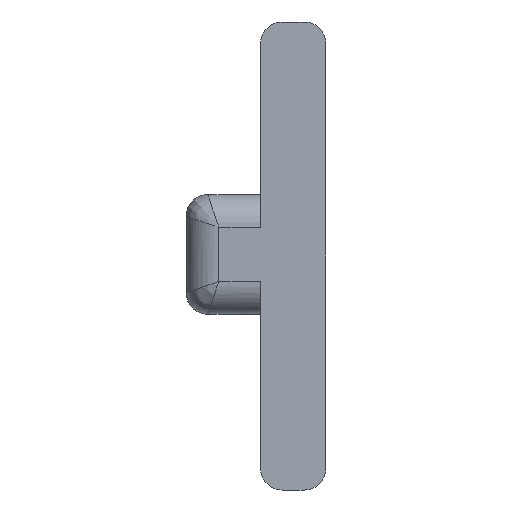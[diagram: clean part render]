
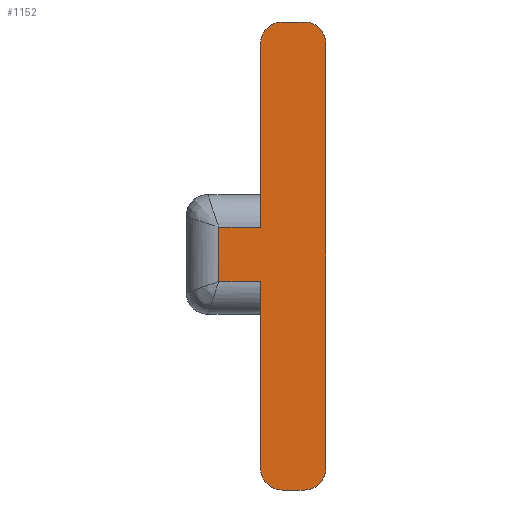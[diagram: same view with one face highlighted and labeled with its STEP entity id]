
A CAD part, front view. The second image highlights one B-rep face of the part: STEP entity #1152.
In plain terms, the highlighted planar face has unit normal (0, -1, 0).
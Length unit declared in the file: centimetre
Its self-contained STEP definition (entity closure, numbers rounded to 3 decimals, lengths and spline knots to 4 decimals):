
#84=CIRCLE('',#1280,0.2);
#85=CIRCLE('',#1282,0.2);
#86=CIRCLE('',#1283,0.2);
#87=CIRCLE('',#1284,0.2);
#104=PLANE('',#1281);
#160=FACE_OUTER_BOUND('',#242,.T.);
#242=EDGE_LOOP('',(#974,#975,#976,#977,#978,#979,#980,#981,#982,#983,#984,
#985));
#284=LINE('',#1755,#378);
#288=LINE('',#1767,#382);
#329=LINE('',#1903,#423);
#345=LINE('',#1978,#439);
#346=LINE('',#1983,#440);
#347=LINE('',#1986,#441);
#348=LINE('',#1988,#442);
#349=LINE('',#1989,#443);
#378=VECTOR('',#1352,1.);
#382=VECTOR('',#1360,1.);
#423=VECTOR('',#1503,1.);
#439=VECTOR('',#1601,1.);
#440=VECTOR('',#1606,1.);
#441=VECTOR('',#1609,1.);
#442=VECTOR('',#1610,1.);
#443=VECTOR('',#1611,1.);
#495=VERTEX_POINT('',#1752);
#496=VERTEX_POINT('',#1754);
#501=VERTEX_POINT('',#1764);
#502=VERTEX_POINT('',#1766);
#545=VERTEX_POINT('',#1900);
#546=VERTEX_POINT('',#1902);
#563=VERTEX_POINT('',#1973);
#564=VERTEX_POINT('',#1977);
#565=VERTEX_POINT('',#1980);
#566=VERTEX_POINT('',#1982);
#567=VERTEX_POINT('',#1985);
#568=VERTEX_POINT('',#1987);
#598=EDGE_CURVE('',#496,#495,#284,.T.);
#604=EDGE_CURVE('',#502,#501,#288,.T.);
#673=EDGE_CURVE('',#546,#545,#329,.T.);
#709=EDGE_CURVE('',#563,#495,#84,.T.);
#711=EDGE_CURVE('',#563,#564,#345,.F.);
#712=EDGE_CURVE('',#546,#564,#85,.T.);
#713=EDGE_CURVE('',#565,#545,#86,.T.);
#714=EDGE_CURVE('',#565,#566,#346,.F.);
#715=EDGE_CURVE('',#502,#566,#87,.T.);
#716=EDGE_CURVE('',#567,#501,#347,.T.);
#717=EDGE_CURVE('',#568,#567,#348,.T.);
#718=EDGE_CURVE('',#496,#568,#349,.T.);
#974=ORIENTED_EDGE('',*,*,#709,.F.);
#975=ORIENTED_EDGE('',*,*,#711,.T.);
#976=ORIENTED_EDGE('',*,*,#712,.F.);
#977=ORIENTED_EDGE('',*,*,#673,.T.);
#978=ORIENTED_EDGE('',*,*,#713,.F.);
#979=ORIENTED_EDGE('',*,*,#714,.T.);
#980=ORIENTED_EDGE('',*,*,#715,.F.);
#981=ORIENTED_EDGE('',*,*,#604,.T.);
#982=ORIENTED_EDGE('',*,*,#716,.F.);
#983=ORIENTED_EDGE('',*,*,#717,.F.);
#984=ORIENTED_EDGE('',*,*,#718,.F.);
#985=ORIENTED_EDGE('',*,*,#598,.T.);
#1152=ADVANCED_FACE('',(#160),#104,.F.);
#1280=AXIS2_PLACEMENT_3D('',#1974,#1596,#1597);
#1281=AXIS2_PLACEMENT_3D('',#1976,#1599,#1600);
#1282=AXIS2_PLACEMENT_3D('',#1979,#1602,#1603);
#1283=AXIS2_PLACEMENT_3D('',#1981,#1604,#1605);
#1284=AXIS2_PLACEMENT_3D('',#1984,#1607,#1608);
#1352=DIRECTION('',(0.,0.,-1.));
#1360=DIRECTION('',(0.,0.,-1.));
#1503=DIRECTION('',(0.,0.,1.));
#1596=DIRECTION('center_axis',(0.,1.,0.));
#1597=DIRECTION('ref_axis',(-0.707,0.,-0.707));
#1599=DIRECTION('center_axis',(0.,1.,0.));
#1600=DIRECTION('ref_axis',(0.,0.,1.));
#1601=DIRECTION('',(-1.,0.,0.));
#1602=DIRECTION('center_axis',(0.,1.,0.));
#1603=DIRECTION('ref_axis',(0.707,0.,-0.707));
#1604=DIRECTION('center_axis',(0.,1.,0.));
#1605=DIRECTION('ref_axis',(0.707,0.,0.707));
#1606=DIRECTION('',(1.,0.,0.));
#1607=DIRECTION('center_axis',(0.,1.,0.));
#1608=DIRECTION('ref_axis',(-0.707,0.,0.707));
#1609=DIRECTION('',(1.,0.,0.));
#1610=DIRECTION('',(0.,0.,1.));
#1611=DIRECTION('',(-1.,0.,0.));
#1752=CARTESIAN_POINT('',(23.8848,79.133,-11.5151));
#1754=CARTESIAN_POINT('',(23.8848,79.133,-9.8));
#1755=CARTESIAN_POINT('',(23.8848,79.133,-9.5496));
#1764=CARTESIAN_POINT('',(23.8848,79.133,-9.3));
#1766=CARTESIAN_POINT('',(23.8848,79.133,-7.6141));
#1767=CARTESIAN_POINT('',(23.8848,79.133,-9.5496));
#1900=CARTESIAN_POINT('',(24.4847,79.133,-7.6141));
#1902=CARTESIAN_POINT('',(24.4847,79.133,-11.5151));
#1903=CARTESIAN_POINT('',(24.4847,79.133,-9.5496));
#1973=CARTESIAN_POINT('',(24.0848,79.133,-11.7151));
#1974=CARTESIAN_POINT('Origin',(24.0848,79.133,-11.5151));
#1976=CARTESIAN_POINT('Origin',(24.3273,79.133,-9.5496));
#1977=CARTESIAN_POINT('',(24.2847,79.133,-11.7151));
#1978=CARTESIAN_POINT('',(24.3273,79.133,-11.7151));
#1979=CARTESIAN_POINT('Origin',(24.2847,79.133,-11.5151));
#1980=CARTESIAN_POINT('',(24.2847,79.133,-7.4141));
#1981=CARTESIAN_POINT('Origin',(24.2847,79.133,-7.6141));
#1982=CARTESIAN_POINT('',(24.0848,79.133,-7.4141));
#1983=CARTESIAN_POINT('',(24.3273,79.133,-7.4141));
#1984=CARTESIAN_POINT('Origin',(24.0848,79.133,-7.6141));
#1985=CARTESIAN_POINT('',(23.5,79.133,-9.3));
#1986=CARTESIAN_POINT('',(23.5424,79.133,-9.3));
#1987=CARTESIAN_POINT('',(23.5,79.133,-9.8));
#1988=CARTESIAN_POINT('',(23.5,79.133,-9.55));
#1989=CARTESIAN_POINT('',(23.5424,79.133,-9.8));
